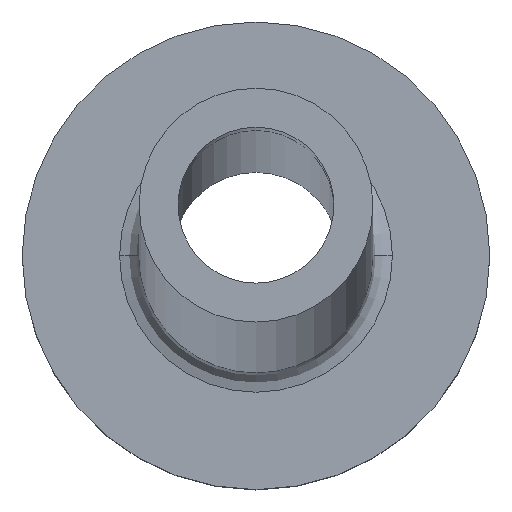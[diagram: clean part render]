
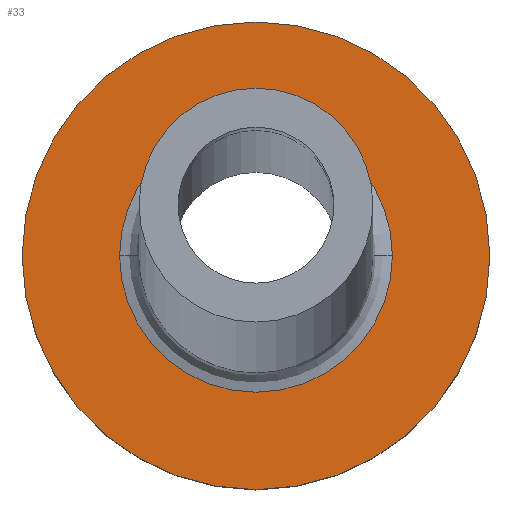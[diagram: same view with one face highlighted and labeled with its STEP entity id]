
A CAD part, top view. The second image highlights one B-rep face of the part: STEP entity #33.
In plain terms, the highlighted planar face has unit normal (0, 0, 1).
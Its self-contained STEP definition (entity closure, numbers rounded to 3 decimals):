
#5 = FACE_OUTER_BOUND ( 'NONE', #127, .T. ) ;
#18 = CARTESIAN_POINT ( 'NONE',  ( 0., 0., 5. ) ) ;
#22 = CARTESIAN_POINT ( 'NONE',  ( 0., 0., 5. ) ) ;
#29 = CIRCLE ( 'NONE', #228, 3.5 ) ;
#33 = ADVANCED_FACE ( 'NONE', ( #289, #5 ), #192, .T. ) ;
#43 = CARTESIAN_POINT ( 'NONE',  ( 6., 0., 5. ) ) ;
#57 = DIRECTION ( 'NONE',  ( 1., 0., 0. ) ) ;
#73 = CIRCLE ( 'NONE', #259, 6. ) ;
#90 = VERTEX_POINT ( 'NONE', #392 ) ;
#95 = DIRECTION ( 'NONE',  ( 0., 0., -1. ) ) ;
#96 = CARTESIAN_POINT ( 'NONE',  ( 3.5, 0., 5. ) ) ;
#119 = ORIENTED_EDGE ( 'NONE', *, *, #384, .T. ) ;
#127 = EDGE_LOOP ( 'NONE', ( #119, #154 ) ) ;
#135 = DIRECTION ( 'NONE',  ( 0., 0., 1. ) ) ;
#154 = ORIENTED_EDGE ( 'NONE', *, *, #411, .T. ) ;
#163 = DIRECTION ( 'NONE',  ( 0., 0., 1. ) ) ;
#192 = PLANE ( 'NONE',  #308 ) ;
#201 = CARTESIAN_POINT ( 'NONE',  ( 0., 0., 5. ) ) ;
#202 = CIRCLE ( 'NONE', #208, 6. ) ;
#208 = AXIS2_PLACEMENT_3D ( 'NONE', #22, #135, #302 ) ;
#218 = VERTEX_POINT ( 'NONE', #318 ) ;
#228 = AXIS2_PLACEMENT_3D ( 'NONE', #284, #329, #426 ) ;
#233 = CARTESIAN_POINT ( 'NONE',  ( 0., 0., 5. ) ) ;
#256 = VERTEX_POINT ( 'NONE', #43 ) ;
#259 = AXIS2_PLACEMENT_3D ( 'NONE', #233, #379, #269 ) ;
#266 = ORIENTED_EDGE ( 'NONE', *, *, #419, .T. ) ;
#269 = DIRECTION ( 'NONE',  ( 1., 0., 0. ) ) ;
#284 = CARTESIAN_POINT ( 'NONE',  ( 0., 0., 5. ) ) ;
#289 = FACE_BOUND ( 'NONE', #325, .T. ) ;
#290 = EDGE_CURVE ( 'NONE', #90, #366, #29, .T. ) ;
#302 = DIRECTION ( 'NONE',  ( 1., 0., 0. ) ) ;
#308 = AXIS2_PLACEMENT_3D ( 'NONE', #18, #163, #442 ) ;
#318 = CARTESIAN_POINT ( 'NONE',  ( -6., 0., 5. ) ) ;
#325 = EDGE_LOOP ( 'NONE', ( #266, #445 ) ) ;
#328 = CIRCLE ( 'NONE', #387, 3.5 ) ;
#329 = DIRECTION ( 'NONE',  ( 0., 0., -1. ) ) ;
#366 = VERTEX_POINT ( 'NONE', #96 ) ;
#379 = DIRECTION ( 'NONE',  ( 0., 0., 1. ) ) ;
#384 = EDGE_CURVE ( 'NONE', #218, #256, #202, .T. ) ;
#387 = AXIS2_PLACEMENT_3D ( 'NONE', #201, #95, #57 ) ;
#392 = CARTESIAN_POINT ( 'NONE',  ( -3.5, 0., 5. ) ) ;
#411 = EDGE_CURVE ( 'NONE', #256, #218, #73, .T. ) ;
#419 = EDGE_CURVE ( 'NONE', #366, #90, #328, .T. ) ;
#426 = DIRECTION ( 'NONE',  ( 1., 0., 0. ) ) ;
#442 = DIRECTION ( 'NONE',  ( 1., 0., 0. ) ) ;
#445 = ORIENTED_EDGE ( 'NONE', *, *, #290, .T. ) ;
